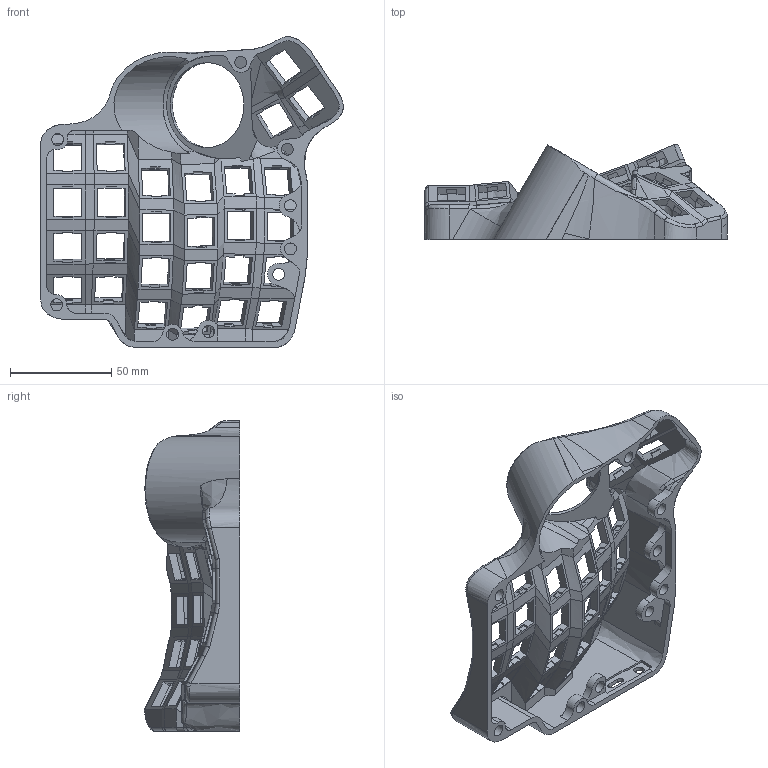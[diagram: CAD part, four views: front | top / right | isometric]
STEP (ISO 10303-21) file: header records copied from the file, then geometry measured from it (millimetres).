
FILE_DESCRIPTION(/* description */ (''),/* implementation_level */ '2;1');
FILE_NAME(/* name */ 'charybdis3_v134.step',/* time_stamp */ '2022-07-28T13:33:23+02:00',/* author */ (''),/* organization */ (''),/* preprocessor_version */ 'ST-DEVELOPER v19',/* originating_system */ 'Autodesk Translation Framework v11.7.0.108',/* authorisation */ '');
FILE_SCHEMA (('AUTOMOTIVE_DESIGN { 1 0 10303 214 3 1 1 }'));
Length unit declared in the file: millimetre
Products named in the file (2): Charybdis3; ball assembly holder
Assembly tree (1 placements, depth 2):
  Charybdis3
    ball assembly holder
Bounding box: 149.65 x 47.1 x 153.67 mm (x, y, z)
Volume: 84851.3 mm3; surface area: 62802.3 mm2
Topology: 1 solids, 1 shells, 803 faces, 2246 edges, 1446 vertices
Faces by surface type: plane 523, bspline 218, cylinder 62
Full cylindrical faces by diameter (mm): 5.2 x1, 5.9 x9, 42 x1
Entity records: 32499 total; most frequent: CARTESIAN_POINT 13189, ORIENTED_EDGE 4492, DIRECTION 3117, EDGE_CURVE 2246, LINE 1683, VECTOR 1683, VERTEX_POINT 1446, EDGE_LOOP 882
